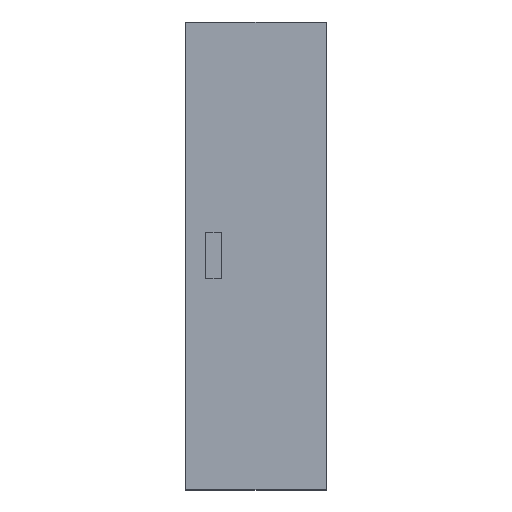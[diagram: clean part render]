
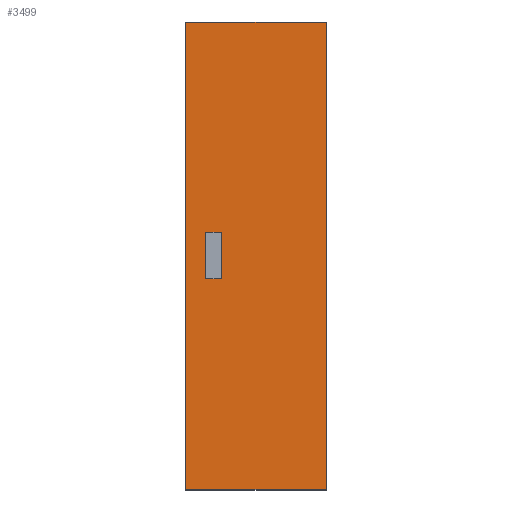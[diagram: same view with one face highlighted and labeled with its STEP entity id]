
A CAD part, top view. The second image highlights one B-rep face of the part: STEP entity #3499.
In plain terms, the highlighted planar face has unit normal (0, 0, 1).
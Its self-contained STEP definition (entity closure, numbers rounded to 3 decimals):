
#636=ORIENTED_EDGE('',*,*,#1414,.T.);
#637=ORIENTED_EDGE('',*,*,#1415,.F.);
#638=ORIENTED_EDGE('',*,*,#1408,.F.);
#639=ORIENTED_EDGE('',*,*,#1400,.T.);
#640=ORIENTED_EDGE('',*,*,#1359,.F.);
#641=ORIENTED_EDGE('',*,*,#1388,.T.);
#642=ORIENTED_EDGE('',*,*,#1357,.F.);
#643=ORIENTED_EDGE('',*,*,#1347,.T.);
#1347=EDGE_CURVE('',#1811,#1810,#2184,.T.);
#1357=EDGE_CURVE('',#1811,#1817,#2192,.T.);
#1359=EDGE_CURVE('',#1819,#1810,#2194,.T.);
#1388=EDGE_CURVE('',#1819,#1817,#2218,.T.);
#1400=EDGE_CURVE('',#1837,#1836,#2230,.T.);
#1408=EDGE_CURVE('',#1837,#1840,#2238,.T.);
#1414=EDGE_CURVE('',#1836,#1843,#2244,.T.);
#1415=EDGE_CURVE('',#1840,#1843,#2245,.T.);
#1810=VERTEX_POINT('',#5802);
#1811=VERTEX_POINT('',#5804);
#1817=VERTEX_POINT('',#5822);
#1819=VERTEX_POINT('',#5827);
#1836=VERTEX_POINT('',#5903);
#1837=VERTEX_POINT('',#5905);
#1840=VERTEX_POINT('',#5917);
#1843=VERTEX_POINT('',#5927);
#2184=LINE('',#5803,#2640);
#2192=LINE('',#5823,#2648);
#2194=LINE('',#5828,#2650);
#2218=LINE('',#5883,#2674);
#2230=LINE('',#5904,#2686);
#2238=LINE('',#5916,#2694);
#2244=LINE('',#5928,#2700);
#2245=LINE('',#5930,#2701);
#2640=VECTOR('',#4813,1000.);
#2648=VECTOR('',#4831,1000.);
#2650=VECTOR('',#4835,1000.);
#2674=VECTOR('',#4897,1000.);
#2686=VECTOR('',#4917,1000.);
#2694=VECTOR('',#4927,1000.);
#2700=VECTOR('',#4937,1000.);
#2701=VECTOR('',#4940,1000.);
#3007=EDGE_LOOP('',(#636,#637,#638,#639));
#3008=EDGE_LOOP('',(#640,#641,#642,#643));
#3185=FACE_BOUND('',#3007,.T.);
#3186=FACE_BOUND('',#3008,.T.);
#3343=PLANE('',#4362);
#3499=ADVANCED_FACE('',(#3185,#3186),#3343,.T.);
#4362=AXIS2_PLACEMENT_3D('',#5929,#4938,#4939);
#4813=DIRECTION('',(0.,1.,0.));
#4831=DIRECTION('',(1.,0.,0.));
#4835=DIRECTION('',(-1.,0.,0.));
#4897=DIRECTION('',(0.,-1.,0.));
#4917=DIRECTION('',(0.,-1.,0.));
#4927=DIRECTION('',(1.,0.,0.));
#4937=DIRECTION('',(1.,0.,0.));
#4938=DIRECTION('',(0.,0.,1.));
#4939=DIRECTION('',(1.,0.,0.));
#4940=DIRECTION('',(0.,-1.,0.));
#5802=CARTESIAN_POINT('',(-0.516,0.1,1.));
#5803=CARTESIAN_POINT('',(-0.516,1.,1.));
#5804=CARTESIAN_POINT('',(-0.516,-0.1,1.));
#5822=CARTESIAN_POINT('',(-0.448,-0.1,1.));
#5823=CARTESIAN_POINT('',(-0.6,-0.1,1.));
#5827=CARTESIAN_POINT('',(-0.448,0.1,1.));
#5828=CARTESIAN_POINT('',(-0.6,0.1,1.));
#5883=CARTESIAN_POINT('',(-0.448,1.,1.));
#5903=CARTESIAN_POINT('',(-0.6,-1.,1.));
#5904=CARTESIAN_POINT('',(-0.6,1.,1.));
#5905=CARTESIAN_POINT('',(-0.6,1.,1.));
#5916=CARTESIAN_POINT('',(-0.6,1.,1.));
#5917=CARTESIAN_POINT('',(0.,1.,1.));
#5927=CARTESIAN_POINT('',(0.,-1.,1.));
#5928=CARTESIAN_POINT('',(-0.6,-1.,1.));
#5929=CARTESIAN_POINT('',(-0.6,1.,1.));
#5930=CARTESIAN_POINT('',(0.,1.,1.));
